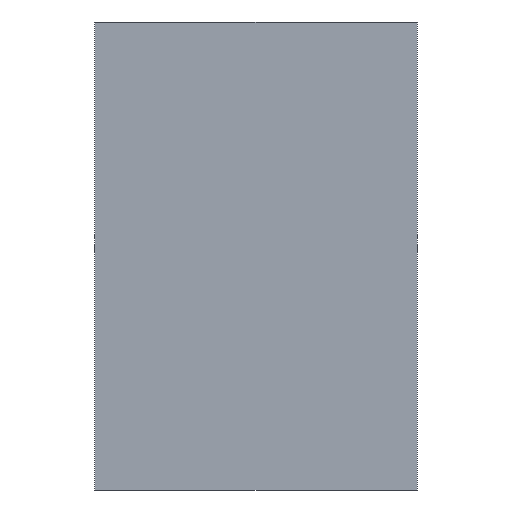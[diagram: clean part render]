
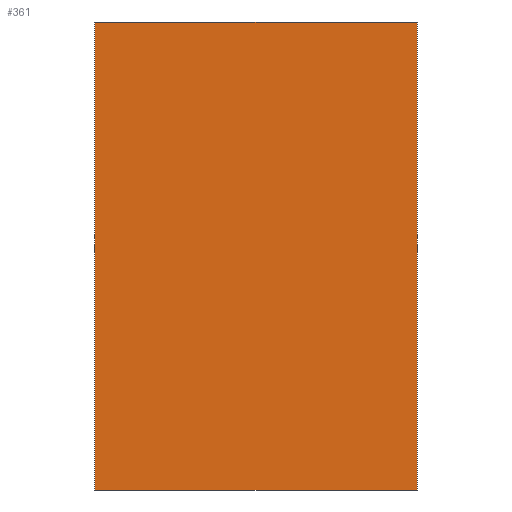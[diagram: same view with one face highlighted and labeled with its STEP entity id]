
A CAD part, front view. The second image highlights one B-rep face of the part: STEP entity #361.
In plain terms, the highlighted planar face has unit normal (0, -1, 0).
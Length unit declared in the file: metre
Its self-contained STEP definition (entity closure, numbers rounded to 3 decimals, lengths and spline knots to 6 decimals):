
#68=ORIENTED_EDGE('',*,*,#134,.F.);
#69=ORIENTED_EDGE('',*,*,#146,.T.);
#70=ORIENTED_EDGE('',*,*,#143,.T.);
#71=ORIENTED_EDGE('',*,*,#147,.F.);
#134=EDGE_CURVE('',#174,#175,#214,.T.);
#143=EDGE_CURVE('',#182,#183,#223,.T.);
#146=EDGE_CURVE('',#174,#182,#226,.T.);
#147=EDGE_CURVE('',#175,#183,#227,.T.);
#174=VERTEX_POINT('',#547);
#175=VERTEX_POINT('',#549);
#182=VERTEX_POINT('',#567);
#183=VERTEX_POINT('',#568);
#214=LINE('',#548,#262);
#223=LINE('',#566,#271);
#226=LINE('',#572,#274);
#227=LINE('',#573,#275);
#262=VECTOR('',#451,1.);
#271=VECTOR('',#464,1.);
#274=VECTOR('',#469,1.);
#275=VECTOR('',#470,1.);
#297=EDGE_LOOP('',(#68,#69,#70,#71));
#319=FACE_BOUND('',#297,.T.);
#341=PLANE('',#394);
#361=ADVANCED_FACE('',(#319),#341,.T.);
#394=AXIS2_PLACEMENT_3D('',#571,#467,#468);
#451=DIRECTION('',(0.,0.,-1.));
#464=DIRECTION('',(0.,0.,-1.));
#467=DIRECTION('',(0.,-1.,0.));
#468=DIRECTION('',(1.,0.,0.));
#469=DIRECTION('',(-1.,0.,0.));
#470=DIRECTION('',(-1.,0.,0.));
#547=CARTESIAN_POINT('',(0.161139,12.114423,0.013021));
#548=CARTESIAN_POINT('',(0.161139,12.114423,0.013021));
#549=CARTESIAN_POINT('',(0.161139,12.114423,0.006275));
#566=CARTESIAN_POINT('',(0.156484,12.114423,0.013021));
#567=CARTESIAN_POINT('',(0.156484,12.114423,0.013021));
#568=CARTESIAN_POINT('',(0.156484,12.114423,0.006275));
#571=CARTESIAN_POINT('',(0.161139,12.114423,0.013021));
#572=CARTESIAN_POINT('',(0.161139,12.114423,0.013021));
#573=CARTESIAN_POINT('',(0.141273,12.114423,0.006275));
